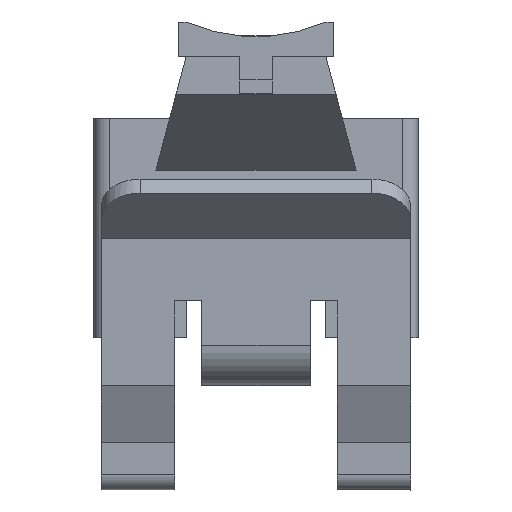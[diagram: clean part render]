
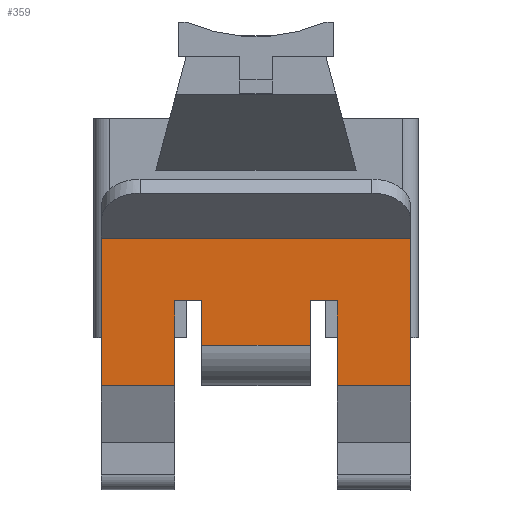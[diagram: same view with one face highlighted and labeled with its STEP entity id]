
A CAD part, front view. The second image highlights one B-rep face of the part: STEP entity #359.
In plain terms, the highlighted planar face has unit normal (0, -1, -0.026).
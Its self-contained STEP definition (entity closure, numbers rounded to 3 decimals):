
#282=AXIS2_PLACEMENT_3D('Plane Axis2P3D',#279,#280,#281) ;
#80=CARTESIAN_POINT('Vertex',(28.,27.695,18.711)) ;
#83=CARTESIAN_POINT('Line Origine',(21.,27.695,18.711)) ;
#87=CARTESIAN_POINT('Vertex',(14.,27.695,18.711)) ;
#121=CARTESIAN_POINT('Line Origine',(14.,27.619,21.596)) ;
#125=CARTESIAN_POINT('Vertex',(14.,27.543,24.482)) ;
#252=CARTESIAN_POINT('Vertex',(28.,27.543,24.482)) ;
#255=CARTESIAN_POINT('Line Origine',(28.,27.619,21.596)) ;
#279=CARTESIAN_POINT('Axis2P3D Location',(0.,28.34,-5.957)) ;
#284=CARTESIAN_POINT('Line Origine',(1.,27.581,23.053)) ;
#288=CARTESIAN_POINT('Vertex',(1.,27.831,13.492)) ;
#290=CARTESIAN_POINT('Vertex',(1.,27.331,32.613)) ;
#293=CARTESIAN_POINT('Line Origine',(5.75,27.831,13.492)) ;
#297=CARTESIAN_POINT('Vertex',(10.5,27.831,13.492)) ;
#300=CARTESIAN_POINT('Line Origine',(10.5,27.687,18.987)) ;
#304=CARTESIAN_POINT('Vertex',(10.5,27.543,24.482)) ;
#307=CARTESIAN_POINT('Line Origine',(12.25,27.543,24.482)) ;
#312=CARTESIAN_POINT('Line Origine',(29.75,27.543,24.482)) ;
#316=CARTESIAN_POINT('Vertex',(31.5,27.543,24.482)) ;
#319=CARTESIAN_POINT('Line Origine',(31.5,27.687,18.987)) ;
#323=CARTESIAN_POINT('Vertex',(31.5,27.831,13.492)) ;
#326=CARTESIAN_POINT('Line Origine',(36.25,27.831,13.492)) ;
#330=CARTESIAN_POINT('Vertex',(41.,27.831,13.492)) ;
#333=CARTESIAN_POINT('Line Origine',(41.,27.581,23.053)) ;
#337=CARTESIAN_POINT('Vertex',(41.,27.331,32.613)) ;
#340=CARTESIAN_POINT('Line Origine',(21.,27.331,32.613)) ;
#84=DIRECTION('Vector Direction',(1.,0.,0.)) ;
#122=DIRECTION('Vector Direction',(0.,0.026,-1.)) ;
#256=DIRECTION('Vector Direction',(0.,0.026,-1.)) ;
#280=DIRECTION('Axis2P3D Direction',(0.,-1.,-0.026)) ;
#281=DIRECTION('Axis2P3D XDirection',(0.,0.026,-1.)) ;
#285=DIRECTION('Vector Direction',(0.,-0.026,1.)) ;
#294=DIRECTION('Vector Direction',(1.,0.,0.)) ;
#301=DIRECTION('Vector Direction',(0.,0.026,-1.)) ;
#308=DIRECTION('Vector Direction',(-1.,0.,0.)) ;
#313=DIRECTION('Vector Direction',(-1.,0.,0.)) ;
#320=DIRECTION('Vector Direction',(0.,-0.026,1.)) ;
#327=DIRECTION('Vector Direction',(1.,0.,0.)) ;
#334=DIRECTION('Vector Direction',(0.,0.026,-1.)) ;
#341=DIRECTION('Vector Direction',(-1.,0.,0.)) ;
#85=VECTOR('Line Direction',#84,1.) ;
#123=VECTOR('Line Direction',#122,1.) ;
#257=VECTOR('Line Direction',#256,1.) ;
#286=VECTOR('Line Direction',#285,1.) ;
#295=VECTOR('Line Direction',#294,1.) ;
#302=VECTOR('Line Direction',#301,1.) ;
#309=VECTOR('Line Direction',#308,1.) ;
#314=VECTOR('Line Direction',#313,1.) ;
#321=VECTOR('Line Direction',#320,1.) ;
#328=VECTOR('Line Direction',#327,1.) ;
#335=VECTOR('Line Direction',#334,1.) ;
#342=VECTOR('Line Direction',#341,1.) ;
#346=ORIENTED_EDGE('',*,*,#292,.F.) ;
#347=ORIENTED_EDGE('',*,*,#299,.T.) ;
#348=ORIENTED_EDGE('',*,*,#306,.F.) ;
#349=ORIENTED_EDGE('',*,*,#311,.F.) ;
#350=ORIENTED_EDGE('',*,*,#127,.T.) ;
#351=ORIENTED_EDGE('',*,*,#89,.F.) ;
#352=ORIENTED_EDGE('',*,*,#259,.F.) ;
#353=ORIENTED_EDGE('',*,*,#318,.F.) ;
#354=ORIENTED_EDGE('',*,*,#325,.F.) ;
#355=ORIENTED_EDGE('',*,*,#332,.T.) ;
#356=ORIENTED_EDGE('',*,*,#339,.F.) ;
#357=ORIENTED_EDGE('',*,*,#344,.T.) ;
#359=ADVANCED_FACE('1424336.1\\1424336',(#358),#283,.T.) ;
#89=EDGE_CURVE('',#81,#88,#86,.F.) ;
#127=EDGE_CURVE('',#126,#88,#124,.T.) ;
#259=EDGE_CURVE('',#253,#81,#258,.T.) ;
#292=EDGE_CURVE('',#289,#291,#287,.T.) ;
#299=EDGE_CURVE('',#289,#298,#296,.T.) ;
#306=EDGE_CURVE('',#305,#298,#303,.T.) ;
#311=EDGE_CURVE('',#126,#305,#310,.T.) ;
#318=EDGE_CURVE('',#317,#253,#315,.T.) ;
#325=EDGE_CURVE('',#324,#317,#322,.T.) ;
#332=EDGE_CURVE('',#324,#331,#329,.T.) ;
#339=EDGE_CURVE('',#338,#331,#336,.T.) ;
#344=EDGE_CURVE('',#338,#291,#343,.T.) ;
#345=EDGE_LOOP('',(#346,#347,#348,#349,#350,#351,#352,#353,#354,#355,#356,#357)) ;
#358=FACE_OUTER_BOUND('',#345,.T.) ;
#86=LINE('Line',#83,#85) ;
#124=LINE('Line',#121,#123) ;
#258=LINE('Line',#255,#257) ;
#287=LINE('Line',#284,#286) ;
#296=LINE('Line',#293,#295) ;
#303=LINE('Line',#300,#302) ;
#310=LINE('Line',#307,#309) ;
#315=LINE('Line',#312,#314) ;
#322=LINE('Line',#319,#321) ;
#329=LINE('Line',#326,#328) ;
#336=LINE('Line',#333,#335) ;
#343=LINE('Line',#340,#342) ;
#283=PLANE('',#282) ;
#81=VERTEX_POINT('',#80) ;
#88=VERTEX_POINT('',#87) ;
#126=VERTEX_POINT('',#125) ;
#253=VERTEX_POINT('',#252) ;
#289=VERTEX_POINT('',#288) ;
#291=VERTEX_POINT('',#290) ;
#298=VERTEX_POINT('',#297) ;
#305=VERTEX_POINT('',#304) ;
#317=VERTEX_POINT('',#316) ;
#324=VERTEX_POINT('',#323) ;
#331=VERTEX_POINT('',#330) ;
#338=VERTEX_POINT('',#337) ;
